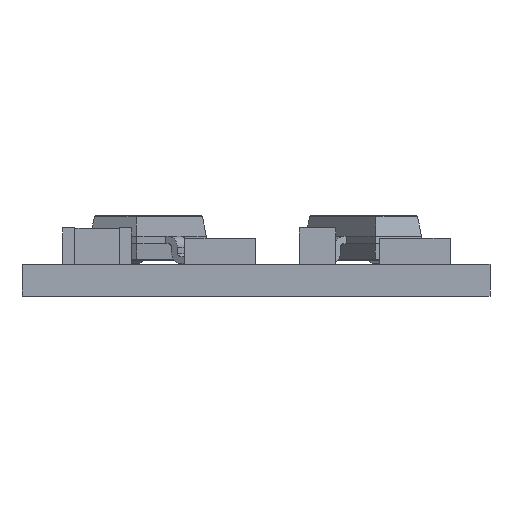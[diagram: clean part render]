
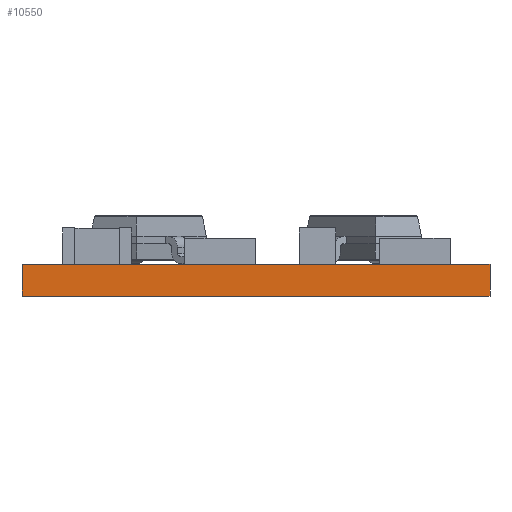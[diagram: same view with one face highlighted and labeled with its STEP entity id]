
A CAD part, front view. The second image highlights one B-rep face of the part: STEP entity #10550.
In plain terms, the highlighted planar face has unit normal (0, -1, 0).
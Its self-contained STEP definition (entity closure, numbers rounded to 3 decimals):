
#719=PLANE('',#11226);
#1107=FACE_OUTER_BOUND('',#1717,.T.);
#1717=EDGE_LOOP('',(#8090,#8091,#8092,#8093));
#2432=LINE('',#14380,#3497);
#2519=LINE('',#14572,#3584);
#2666=LINE('',#16332,#3731);
#2668=LINE('',#16335,#3733);
#3497=VECTOR('',#12278,1000.);
#3584=VECTOR('',#12441,1000.);
#3731=VECTOR('',#12604,1000.);
#3733=VECTOR('',#12608,1000.);
#4587=VERTEX_POINT('',#14377);
#4588=VERTEX_POINT('',#14379);
#4654=VERTEX_POINT('',#14569);
#4655=VERTEX_POINT('',#14571);
#5722=EDGE_CURVE('',#4587,#4588,#2432,.T.);
#5817=EDGE_CURVE('',#4655,#4654,#2519,.T.);
#6089=EDGE_CURVE('',#4587,#4655,#2666,.T.);
#6091=EDGE_CURVE('',#4588,#4654,#2668,.T.);
#8090=ORIENTED_EDGE('',*,*,#5817,.T.);
#8091=ORIENTED_EDGE('',*,*,#6091,.F.);
#8092=ORIENTED_EDGE('',*,*,#5722,.F.);
#8093=ORIENTED_EDGE('',*,*,#6089,.T.);
#10550=ADVANCED_FACE('',(#1107),#719,.F.);
#11226=AXIS2_PLACEMENT_3D('',#16334,#12606,#12607);
#12278=DIRECTION('',(1.,0.,0.));
#12441=DIRECTION('',(1.,0.,0.));
#12604=DIRECTION('',(0.,0.,-1.));
#12606=DIRECTION('center_axis',(0.,1.,0.));
#12607=DIRECTION('ref_axis',(0.,0.,1.));
#12608=DIRECTION('',(0.,0.,-1.));
#14377=CARTESIAN_POINT('',(-5.8,-5.8,0.79));
#14379=CARTESIAN_POINT('',(5.8,-5.8,0.79));
#14380=CARTESIAN_POINT('',(-5.8,-5.8,0.79));
#14569=CARTESIAN_POINT('',(5.8,-5.8,0.));
#14571=CARTESIAN_POINT('',(-5.8,-5.8,0.));
#14572=CARTESIAN_POINT('',(-5.8,-5.8,0.));
#16332=CARTESIAN_POINT('',(-5.8,-5.8,0.79));
#16334=CARTESIAN_POINT('Origin',(-5.8,-5.8,0.79));
#16335=CARTESIAN_POINT('',(5.8,-5.8,0.79));
